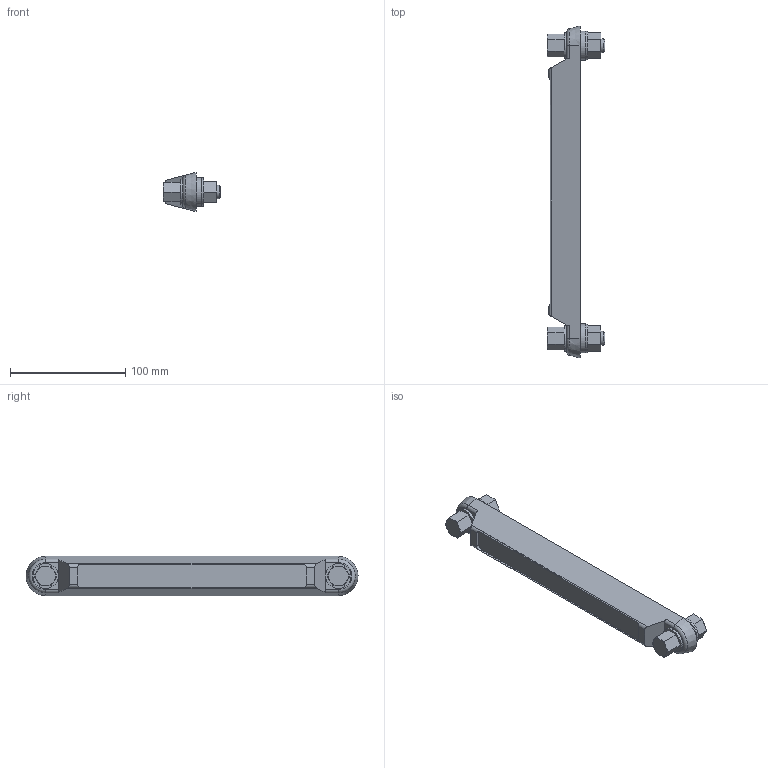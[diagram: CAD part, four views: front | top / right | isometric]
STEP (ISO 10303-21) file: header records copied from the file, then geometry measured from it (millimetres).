
FILE_DESCRIPTION( ( 'STEP AP214' ), '1' );
FILE_NAME( 'K0444.225412.stp', '2020-12-08T08:54:52', ( '' ), ( '' ), ' ', 'PARTsolutions', ' ' );
FILE_SCHEMA( ( 'AUTOMOTIVE_DESIGN { 1 0 10303 214 1 1 1 1 }' ) );
Length unit declared in the file: millimetre
Products named in the file (1): _K0444.225412
Bounding box: 50 x 288 x 34 mm (x, y, z)
Volume: 191779.5 mm3; surface area: 36114.9 mm2
Topology: 1 solids, 1 shells, 94 faces, 214 edges, 136 vertices
Faces by surface type: plane 56, cylinder 20, cone 16, torus 2
Full cylindrical faces by diameter (mm): 6 x2, 12 x2, 22 x2, 24.5 x2, 25 x2
Entity records: 3384 total; most frequent: CARTESIAN_POINT 561, DIRECTION 422, ORIENTED_EDGE 400, EDGE_CURVE 200, AXIS2_PLACEMENT_3D 155, VERTEX_POINT 134, EDGE_LOOP 120, LINE 112
